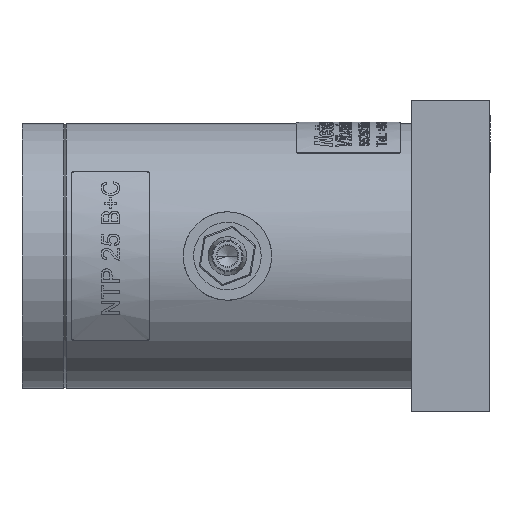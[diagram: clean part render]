
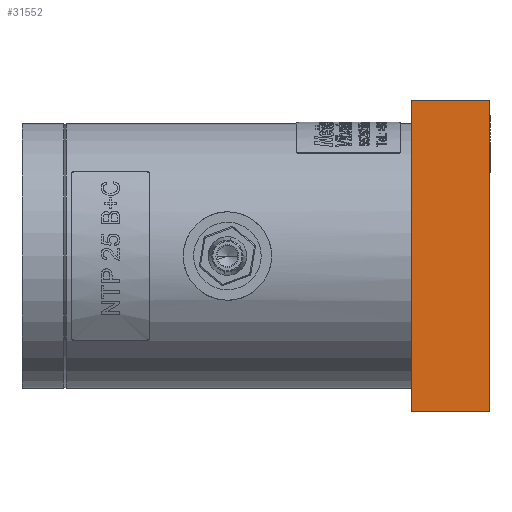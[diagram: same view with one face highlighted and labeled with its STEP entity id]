
A CAD part, left-side view. The second image highlights one B-rep face of the part: STEP entity #31552.
In plain terms, the highlighted planar face has unit normal (-1, 0, 0).
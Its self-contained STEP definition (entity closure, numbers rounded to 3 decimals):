
#858 = EDGE_CURVE ( 'NONE', #17201, #21297, #23372, .T. ) ;
#1910 = LINE ( 'NONE', #12714, #29839 ) ;
#2107 = EDGE_CURVE ( 'NONE', #5502, #17201, #11013, .T. ) ;
#2466 = FACE_OUTER_BOUND ( 'NONE', #4518, .T. ) ;
#3003 = CARTESIAN_POINT ( 'NONE',  ( -30., 15., -30. ) ) ;
#3084 = LINE ( 'NONE', #4340, #25629 ) ;
#4340 = CARTESIAN_POINT ( 'NONE',  ( -30., 15., 30. ) ) ;
#4518 = EDGE_LOOP ( 'NONE', ( #28756, #14666, #28810, #13516 ) ) ;
#4688 = DIRECTION ( 'NONE',  ( 0., 0., 1. ) ) ;
#5502 = VERTEX_POINT ( 'NONE', #26263 ) ;
#6584 = CARTESIAN_POINT ( 'NONE',  ( -30., 0., -30. ) ) ;
#6915 = CARTESIAN_POINT ( 'NONE',  ( -30., 0., -30. ) ) ;
#11013 = LINE ( 'NONE', #21496, #31088 ) ;
#11055 = DIRECTION ( 'NONE',  ( 0., 0., -1. ) ) ;
#12129 = DIRECTION ( 'NONE',  ( 1., 0., 0. ) ) ;
#12714 = CARTESIAN_POINT ( 'NONE',  ( -30., 0., 30. ) ) ;
#13516 = ORIENTED_EDGE ( 'NONE', *, *, #17372, .T. ) ;
#14598 = AXIS2_PLACEMENT_3D ( 'NONE', #25621, #12129, #4688 ) ;
#14666 = ORIENTED_EDGE ( 'NONE', *, *, #858, .F. ) ;
#14789 = DIRECTION ( 'NONE',  ( 0., 1., 0. ) ) ;
#14882 = PLANE ( 'NONE',  #14598 ) ;
#16008 = VECTOR ( 'NONE', #14789, 1000. ) ;
#17201 = VERTEX_POINT ( 'NONE', #6584 ) ;
#17372 = EDGE_CURVE ( 'NONE', #5502, #22602, #1910, .T. ) ;
#19643 = EDGE_CURVE ( 'NONE', #22602, #21297, #3084, .T. ) ;
#20167 = DIRECTION ( 'NONE',  ( 0., 0., -1. ) ) ;
#20526 = DIRECTION ( 'NONE',  ( 0., 1., 0. ) ) ;
#21297 = VERTEX_POINT ( 'NONE', #3003 ) ;
#21496 = CARTESIAN_POINT ( 'NONE',  ( -30., 0., 30. ) ) ;
#22602 = VERTEX_POINT ( 'NONE', #23199 ) ;
#23199 = CARTESIAN_POINT ( 'NONE',  ( -30., 15., 30. ) ) ;
#23372 = LINE ( 'NONE', #6915, #16008 ) ;
#25621 = CARTESIAN_POINT ( 'NONE',  ( -30., 0., 30. ) ) ;
#25629 = VECTOR ( 'NONE', #20167, 1000. ) ;
#26263 = CARTESIAN_POINT ( 'NONE',  ( -30., 0., 30. ) ) ;
#28756 = ORIENTED_EDGE ( 'NONE', *, *, #19643, .T. ) ;
#28810 = ORIENTED_EDGE ( 'NONE', *, *, #2107, .F. ) ;
#29839 = VECTOR ( 'NONE', #20526, 1000. ) ;
#31088 = VECTOR ( 'NONE', #11055, 1000. ) ;
#31552 = ADVANCED_FACE ( 'NONE', ( #2466 ), #14882, .F. ) ;
